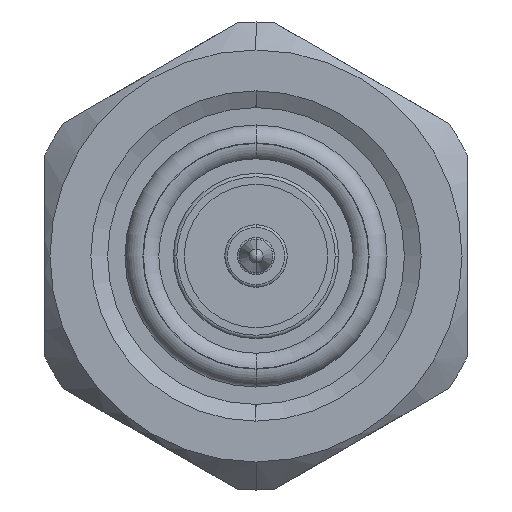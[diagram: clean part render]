
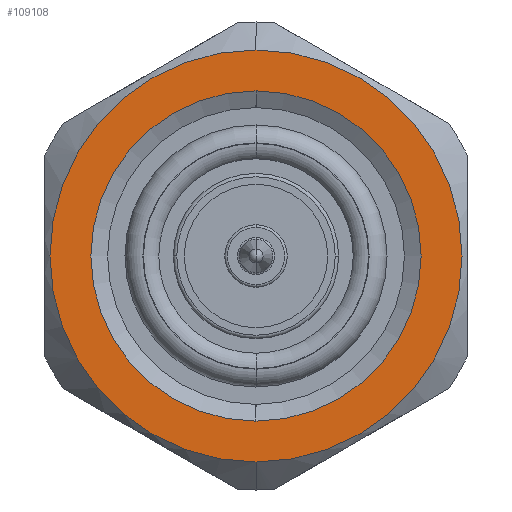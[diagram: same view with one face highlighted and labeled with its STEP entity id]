
A CAD part, left-side view. The second image highlights one B-rep face of the part: STEP entity #109108.
In plain terms, the highlighted planar face has unit normal (-1, 0, 0).
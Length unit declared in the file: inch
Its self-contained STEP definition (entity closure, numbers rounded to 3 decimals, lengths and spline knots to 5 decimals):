
#853 = DIRECTION ( 'NONE',  ( -1., 0., 0. ) ) ;
#1435 = DIRECTION ( 'NONE',  ( 0., 0., 1. ) ) ;
#1629 = VERTEX_POINT ( 'NONE', #38425 ) ;
#5849 = AXIS2_PLACEMENT_3D ( 'NONE', #108507, #100094, #10675 ) ;
#9920 = DIRECTION ( 'NONE',  ( -1., 0., 0. ) ) ;
#10675 = DIRECTION ( 'NONE',  ( 0., 0., 1. ) ) ;
#14002 = DIRECTION ( 'NONE',  ( 0., 0., 1. ) ) ;
#17994 = CARTESIAN_POINT ( 'NONE',  ( -0.3185, 0.3175, 0. ) ) ;
#21239 = CIRCLE ( 'NONE', #93694, 0.3175 ) ;
#26643 = ORIENTED_EDGE ( 'NONE', *, *, #67584, .F. ) ;
#26984 = VERTEX_POINT ( 'NONE', #65399 ) ;
#30679 = CIRCLE ( 'NONE', #5849, 0.39625 ) ;
#38425 = CARTESIAN_POINT ( 'NONE',  ( -0.3185, 0., 0.3175 ) ) ;
#39785 = AXIS2_PLACEMENT_3D ( 'NONE', #88965, #853, #119344 ) ;
#40879 = CARTESIAN_POINT ( 'NONE',  ( -0.3185, 0., 0. ) ) ;
#41183 = AXIS2_PLACEMENT_3D ( 'NONE', #40879, #9920, #1435 ) ;
#43693 = AXIS2_PLACEMENT_3D ( 'NONE', #17994, #77577, #95149 ) ;
#46714 = VERTEX_POINT ( 'NONE', #81783 ) ;
#46769 = ORIENTED_EDGE ( 'NONE', *, *, #48049, .F. ) ;
#48049 = EDGE_CURVE ( 'NONE', #1629, #46714, #21239, .T. ) ;
#54241 = CARTESIAN_POINT ( 'NONE',  ( -0.3185, 0., -0.39625 ) ) ;
#56166 = ORIENTED_EDGE ( 'NONE', *, *, #94325, .T. ) ;
#58315 = ORIENTED_EDGE ( 'NONE', *, *, #119233, .T. ) ;
#60651 = CARTESIAN_POINT ( 'NONE',  ( -0.3185, 0., 0. ) ) ;
#65399 = CARTESIAN_POINT ( 'NONE',  ( -0.3185, 0., 0.39625 ) ) ;
#67584 = EDGE_CURVE ( 'NONE', #46714, #1629, #95730, .T. ) ;
#71113 = EDGE_LOOP ( 'NONE', ( #46769, #26643 ) ) ;
#77577 = DIRECTION ( 'NONE',  ( 1., 0., 0. ) ) ;
#81783 = CARTESIAN_POINT ( 'NONE',  ( -0.3185, 0., -0.3175 ) ) ;
#88965 = CARTESIAN_POINT ( 'NONE',  ( -0.3185, 0., 0. ) ) ;
#93694 = AXIS2_PLACEMENT_3D ( 'NONE', #60651, #102795, #14002 ) ;
#94325 = EDGE_CURVE ( 'NONE', #26984, #117804, #126006, .T. ) ;
#95149 = DIRECTION ( 'NONE',  ( 0., 0., -1. ) ) ;
#95730 = CIRCLE ( 'NONE', #39785, 0.3175 ) ;
#100094 = DIRECTION ( 'NONE',  ( -1., 0., 0. ) ) ;
#102795 = DIRECTION ( 'NONE',  ( -1., 0., 0. ) ) ;
#105152 = EDGE_LOOP ( 'NONE', ( #58315, #56166 ) ) ;
#106769 = FACE_OUTER_BOUND ( 'NONE', #105152, .T. ) ;
#108507 = CARTESIAN_POINT ( 'NONE',  ( -0.3185, 0., 0. ) ) ;
#109108 = ADVANCED_FACE ( 'NONE', ( #125512, #106769 ), #115107, .F. ) ;
#115107 = PLANE ( 'NONE',  #43693 ) ;
#117804 = VERTEX_POINT ( 'NONE', #54241 ) ;
#119233 = EDGE_CURVE ( 'NONE', #117804, #26984, #30679, .T. ) ;
#119344 = DIRECTION ( 'NONE',  ( 0., 0., 1. ) ) ;
#125512 = FACE_BOUND ( 'NONE', #71113, .T. ) ;
#126006 = CIRCLE ( 'NONE', #41183, 0.39625 ) ;
